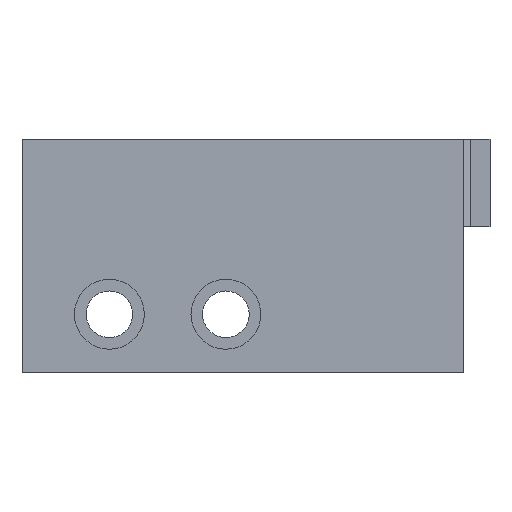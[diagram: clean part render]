
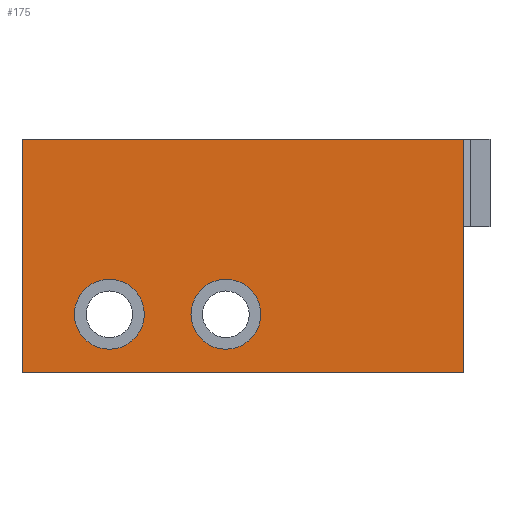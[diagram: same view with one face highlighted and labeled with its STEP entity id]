
A CAD part, front view. The second image highlights one B-rep face of the part: STEP entity #175.
In plain terms, the highlighted planar face has unit normal (0, -1, 0).
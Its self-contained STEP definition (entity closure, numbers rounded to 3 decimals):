
#14 = CARTESIAN_POINT ( 'NONE',  ( -12.3, 0., -5. ) ) ;
#98 = AXIS2_PLACEMENT_3D ( 'NONE', #1836, #763, #968 ) ;
#150 = CARTESIAN_POINT ( 'NONE',  ( -12.3, 0., -5. ) ) ;
#160 = ORIENTED_EDGE ( 'NONE', *, *, #1737, .F. ) ;
#175 = ADVANCED_FACE ( 'NONE', ( #2427, #1810, #2256 ), #823, .F. ) ;
#187 = VERTEX_POINT ( 'NONE', #2632 ) ;
#228 = DIRECTION ( 'NONE',  ( 0., 0., -1. ) ) ;
#239 = CARTESIAN_POINT ( 'NONE',  ( -9.3, 0., -3. ) ) ;
#263 = DIRECTION ( 'NONE',  ( 0., 0., -1. ) ) ;
#319 = DIRECTION ( 'NONE',  ( 0., 0., -1. ) ) ;
#342 = AXIS2_PLACEMENT_3D ( 'NONE', #2299, #1096, #263 ) ;
#554 = CARTESIAN_POINT ( 'NONE',  ( -9.3, 0., -4.2 ) ) ;
#589 = VERTEX_POINT ( 'NONE', #976 ) ;
#648 = VERTEX_POINT ( 'NONE', #554 ) ;
#650 = DIRECTION ( 'NONE',  ( 1., 0., 0. ) ) ;
#660 = VECTOR ( 'NONE', #2454, 1000. ) ;
#763 = DIRECTION ( 'NONE',  ( 0., 1., 0. ) ) ;
#782 = VECTOR ( 'NONE', #2406, 1000. ) ;
#784 = VECTOR ( 'NONE', #650, 1000. ) ;
#800 = VERTEX_POINT ( 'NONE', #1552 ) ;
#816 = LINE ( 'NONE', #14, #962 ) ;
#823 = PLANE ( 'NONE',  #98 ) ;
#827 = CARTESIAN_POINT ( 'NONE',  ( 2.867, 0., 3. ) ) ;
#899 = DIRECTION ( 'NONE',  ( 0., 0., -1. ) ) ;
#915 = CARTESIAN_POINT ( 'NONE',  ( 2.867, 0., 3. ) ) ;
#962 = VECTOR ( 'NONE', #2279, 1000. ) ;
#968 = DIRECTION ( 'NONE',  ( -1., 0., 0. ) ) ;
#976 = CARTESIAN_POINT ( 'NONE',  ( -5.3, 0., -4.2 ) ) ;
#990 = LINE ( 'NONE', #1444, #660 ) ;
#997 = EDGE_CURVE ( 'NONE', #1234, #1165, #1890, .T. ) ;
#1025 = ORIENTED_EDGE ( 'NONE', *, *, #1840, .F. ) ;
#1063 = CARTESIAN_POINT ( 'NONE',  ( 2.867, 0., -5. ) ) ;
#1096 = DIRECTION ( 'NONE',  ( 0., -1., 0. ) ) ;
#1116 = EDGE_CURVE ( 'NONE', #2443, #1234, #2517, .T. ) ;
#1165 = VERTEX_POINT ( 'NONE', #1063 ) ;
#1224 = AXIS2_PLACEMENT_3D ( 'NONE', #239, #2705, #228 ) ;
#1234 = VERTEX_POINT ( 'NONE', #915 ) ;
#1292 = CARTESIAN_POINT ( 'NONE',  ( 2.867, 0., 3. ) ) ;
#1397 = ORIENTED_EDGE ( 'NONE', *, *, #1116, .F. ) ;
#1398 = CIRCLE ( 'NONE', #2615, 1.2 ) ;
#1444 = CARTESIAN_POINT ( 'NONE',  ( 2.867, 0., -5. ) ) ;
#1517 = ORIENTED_EDGE ( 'NONE', *, *, #997, .F. ) ;
#1518 = EDGE_CURVE ( 'NONE', #800, #648, #2704, .T. ) ;
#1529 = CIRCLE ( 'NONE', #1748, 1.2 ) ;
#1530 = CARTESIAN_POINT ( 'NONE',  ( -5.3, 0., -3. ) ) ;
#1544 = DIRECTION ( 'NONE',  ( 0., -1., 0. ) ) ;
#1552 = CARTESIAN_POINT ( 'NONE',  ( -9.3, 0., -1.8 ) ) ;
#1606 = EDGE_CURVE ( 'NONE', #648, #800, #2707, .T. ) ;
#1639 = EDGE_CURVE ( 'NONE', #187, #589, #1529, .T. ) ;
#1688 = CARTESIAN_POINT ( 'NONE',  ( -5.3, 0., -3. ) ) ;
#1730 = CARTESIAN_POINT ( 'NONE',  ( -12.3, 0., 3. ) ) ;
#1737 = EDGE_CURVE ( 'NONE', #589, #187, #1398, .T. ) ;
#1748 = AXIS2_PLACEMENT_3D ( 'NONE', #1688, #2513, #319 ) ;
#1784 = ORIENTED_EDGE ( 'NONE', *, *, #2336, .T. ) ;
#1810 = FACE_BOUND ( 'NONE', #1948, .T. ) ;
#1827 = VERTEX_POINT ( 'NONE', #150 ) ;
#1836 = CARTESIAN_POINT ( 'NONE',  ( 2.867, 0., 3. ) ) ;
#1840 = EDGE_CURVE ( 'NONE', #1165, #1827, #990, .T. ) ;
#1890 = LINE ( 'NONE', #827, #782 ) ;
#1948 = EDGE_LOOP ( 'NONE', ( #160, #1974 ) ) ;
#1974 = ORIENTED_EDGE ( 'NONE', *, *, #1639, .F. ) ;
#2037 = ORIENTED_EDGE ( 'NONE', *, *, #1606, .F. ) ;
#2256 = FACE_OUTER_BOUND ( 'NONE', #2515, .T. ) ;
#2279 = DIRECTION ( 'NONE',  ( 0., 0., -1. ) ) ;
#2299 = CARTESIAN_POINT ( 'NONE',  ( -9.3, 0., -3. ) ) ;
#2336 = EDGE_CURVE ( 'NONE', #2443, #1827, #816, .T. ) ;
#2406 = DIRECTION ( 'NONE',  ( 0., 0., -1. ) ) ;
#2427 = FACE_BOUND ( 'NONE', #2604, .T. ) ;
#2443 = VERTEX_POINT ( 'NONE', #1730 ) ;
#2454 = DIRECTION ( 'NONE',  ( -1., 0., 0. ) ) ;
#2513 = DIRECTION ( 'NONE',  ( 0., -1., 0. ) ) ;
#2515 = EDGE_LOOP ( 'NONE', ( #1397, #1784, #1025, #1517 ) ) ;
#2517 = LINE ( 'NONE', #1292, #784 ) ;
#2565 = ORIENTED_EDGE ( 'NONE', *, *, #1518, .F. ) ;
#2604 = EDGE_LOOP ( 'NONE', ( #2037, #2565 ) ) ;
#2615 = AXIS2_PLACEMENT_3D ( 'NONE', #1530, #1544, #899 ) ;
#2632 = CARTESIAN_POINT ( 'NONE',  ( -5.3, 0., -1.8 ) ) ;
#2704 = CIRCLE ( 'NONE', #1224, 1.2 ) ;
#2705 = DIRECTION ( 'NONE',  ( 0., -1., 0. ) ) ;
#2707 = CIRCLE ( 'NONE', #342, 1.2 ) ;
